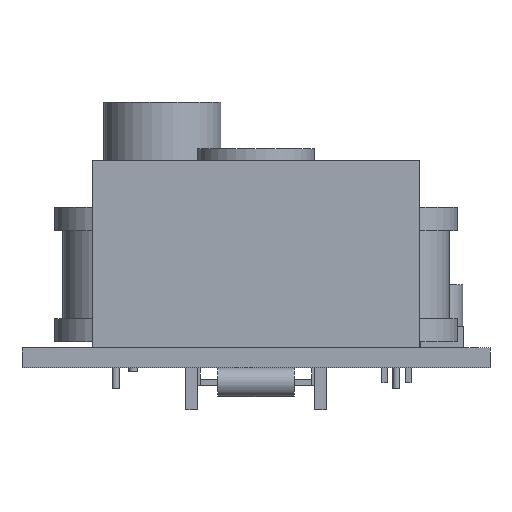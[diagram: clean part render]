
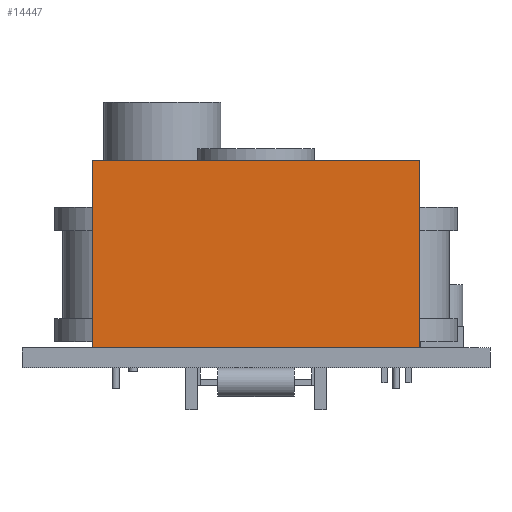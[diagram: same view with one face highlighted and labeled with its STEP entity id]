
A CAD part, left-side view. The second image highlights one B-rep face of the part: STEP entity #14447.
In plain terms, the highlighted planar face has unit normal (-1, 0, 0).
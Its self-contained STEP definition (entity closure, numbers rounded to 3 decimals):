
#14184 = EDGE_CURVE('',#14185,#14187,#14189,.T.);
#14185 = VERTEX_POINT('',#14186);
#14186 = CARTESIAN_POINT('',(-1.25,-14.,0.));
#14187 = VERTEX_POINT('',#14188);
#14188 = CARTESIAN_POINT('',(-1.25,-14.,16.));
#14189 = SURFACE_CURVE('',#14190,(#14194,#14206),.PCURVE_S1.);
#14190 = LINE('',#14191,#14192);
#14191 = CARTESIAN_POINT('',(-1.25,-14.,0.));
#14192 = VECTOR('',#14193,1.);
#14193 = DIRECTION('',(0.,0.,1.));
#14194 = PCURVE('',#14195,#14200);
#14195 = PLANE('',#14196);
#14196 = AXIS2_PLACEMENT_3D('',#14197,#14198,#14199);
#14197 = CARTESIAN_POINT('',(-1.25,-14.,0.));
#14198 = DIRECTION('',(0.,1.,0.));
#14199 = DIRECTION('',(1.,0.,0.));
#14200 = DEFINITIONAL_REPRESENTATION('',(#14201),#14205);
#14201 = LINE('',#14202,#14203);
#14202 = CARTESIAN_POINT('',(0.,0.));
#14203 = VECTOR('',#14204,1.);
#14204 = DIRECTION('',(0.,-1.));
#14205 = ( GEOMETRIC_REPRESENTATION_CONTEXT(2) 
PARAMETRIC_REPRESENTATION_CONTEXT() REPRESENTATION_CONTEXT('2D SPACE',''
  ) );
#14206 = PCURVE('',#14207,#14212);
#14207 = PLANE('',#14208);
#14208 = AXIS2_PLACEMENT_3D('',#14209,#14210,#14211);
#14209 = CARTESIAN_POINT('',(-1.25,14.,0.));
#14210 = DIRECTION('',(1.,0.,0.));
#14211 = DIRECTION('',(0.,-1.,0.));
#14212 = DEFINITIONAL_REPRESENTATION('',(#14213),#14217);
#14213 = LINE('',#14214,#14215);
#14214 = CARTESIAN_POINT('',(28.,0.));
#14215 = VECTOR('',#14216,1.);
#14216 = DIRECTION('',(0.,-1.));
#14217 = ( GEOMETRIC_REPRESENTATION_CONTEXT(2) 
PARAMETRIC_REPRESENTATION_CONTEXT() REPRESENTATION_CONTEXT('2D SPACE',''
  ) );
#14235 = PLANE('',#14236);
#14236 = AXIS2_PLACEMENT_3D('',#14237,#14238,#14239);
#14237 = CARTESIAN_POINT('',(-1.25,-14.,16.));
#14238 = DIRECTION('',(0.,0.,-1.));
#14239 = DIRECTION('',(-1.,0.,0.));
#14289 = PLANE('',#14290);
#14290 = AXIS2_PLACEMENT_3D('',#14291,#14292,#14293);
#14291 = CARTESIAN_POINT('',(-1.25,-14.,0.));
#14292 = DIRECTION('',(0.,0.,-1.));
#14293 = DIRECTION('',(-1.,0.,0.));
#14344 = PLANE('',#14345);
#14345 = AXIS2_PLACEMENT_3D('',#14346,#14347,#14348);
#14346 = CARTESIAN_POINT('',(1.25,14.,0.));
#14347 = DIRECTION('',(0.,-1.,0.));
#14348 = DIRECTION('',(-1.,0.,0.));
#14382 = VERTEX_POINT('',#14383);
#14383 = CARTESIAN_POINT('',(-1.25,14.,16.));
#14404 = EDGE_CURVE('',#14405,#14382,#14407,.T.);
#14405 = VERTEX_POINT('',#14406);
#14406 = CARTESIAN_POINT('',(-1.25,14.,0.));
#14407 = SURFACE_CURVE('',#14408,(#14412,#14419),.PCURVE_S1.);
#14408 = LINE('',#14409,#14410);
#14409 = CARTESIAN_POINT('',(-1.25,14.,0.));
#14410 = VECTOR('',#14411,1.);
#14411 = DIRECTION('',(0.,0.,1.));
#14412 = PCURVE('',#14344,#14413);
#14413 = DEFINITIONAL_REPRESENTATION('',(#14414),#14418);
#14414 = LINE('',#14415,#14416);
#14415 = CARTESIAN_POINT('',(2.5,0.));
#14416 = VECTOR('',#14417,1.);
#14417 = DIRECTION('',(0.,-1.));
#14418 = ( GEOMETRIC_REPRESENTATION_CONTEXT(2) 
PARAMETRIC_REPRESENTATION_CONTEXT() REPRESENTATION_CONTEXT('2D SPACE',''
  ) );
#14419 = PCURVE('',#14207,#14420);
#14420 = DEFINITIONAL_REPRESENTATION('',(#14421),#14425);
#14421 = LINE('',#14422,#14423);
#14422 = CARTESIAN_POINT('',(0.,0.));
#14423 = VECTOR('',#14424,1.);
#14424 = DIRECTION('',(0.,-1.));
#14425 = ( GEOMETRIC_REPRESENTATION_CONTEXT(2) 
PARAMETRIC_REPRESENTATION_CONTEXT() REPRESENTATION_CONTEXT('2D SPACE',''
  ) );
#14447 = ADVANCED_FACE('',(#14448),#14207,.F.);
#14448 = FACE_BOUND('',#14449,.F.);
#14449 = EDGE_LOOP('',(#14450,#14451,#14472,#14473));
#14450 = ORIENTED_EDGE('',*,*,#14404,.T.);
#14451 = ORIENTED_EDGE('',*,*,#14452,.T.);
#14452 = EDGE_CURVE('',#14382,#14187,#14453,.T.);
#14453 = SURFACE_CURVE('',#14454,(#14458,#14465),.PCURVE_S1.);
#14454 = LINE('',#14455,#14456);
#14455 = CARTESIAN_POINT('',(-1.25,14.,16.));
#14456 = VECTOR('',#14457,1.);
#14457 = DIRECTION('',(0.,-1.,0.));
#14458 = PCURVE('',#14207,#14459);
#14459 = DEFINITIONAL_REPRESENTATION('',(#14460),#14464);
#14460 = LINE('',#14461,#14462);
#14461 = CARTESIAN_POINT('',(0.,-16.));
#14462 = VECTOR('',#14463,1.);
#14463 = DIRECTION('',(1.,0.));
#14464 = ( GEOMETRIC_REPRESENTATION_CONTEXT(2) 
PARAMETRIC_REPRESENTATION_CONTEXT() REPRESENTATION_CONTEXT('2D SPACE',''
  ) );
#14465 = PCURVE('',#14235,#14466);
#14466 = DEFINITIONAL_REPRESENTATION('',(#14467),#14471);
#14467 = LINE('',#14468,#14469);
#14468 = CARTESIAN_POINT('',(0.,28.));
#14469 = VECTOR('',#14470,1.);
#14470 = DIRECTION('',(0.,-1.));
#14471 = ( GEOMETRIC_REPRESENTATION_CONTEXT(2) 
PARAMETRIC_REPRESENTATION_CONTEXT() REPRESENTATION_CONTEXT('2D SPACE',''
  ) );
#14472 = ORIENTED_EDGE('',*,*,#14184,.F.);
#14473 = ORIENTED_EDGE('',*,*,#14474,.F.);
#14474 = EDGE_CURVE('',#14405,#14185,#14475,.T.);
#14475 = SURFACE_CURVE('',#14476,(#14480,#14487),.PCURVE_S1.);
#14476 = LINE('',#14477,#14478);
#14477 = CARTESIAN_POINT('',(-1.25,14.,0.));
#14478 = VECTOR('',#14479,1.);
#14479 = DIRECTION('',(0.,-1.,0.));
#14480 = PCURVE('',#14207,#14481);
#14481 = DEFINITIONAL_REPRESENTATION('',(#14482),#14486);
#14482 = LINE('',#14483,#14484);
#14483 = CARTESIAN_POINT('',(0.,0.));
#14484 = VECTOR('',#14485,1.);
#14485 = DIRECTION('',(1.,0.));
#14486 = ( GEOMETRIC_REPRESENTATION_CONTEXT(2) 
PARAMETRIC_REPRESENTATION_CONTEXT() REPRESENTATION_CONTEXT('2D SPACE',''
  ) );
#14487 = PCURVE('',#14289,#14488);
#14488 = DEFINITIONAL_REPRESENTATION('',(#14489),#14493);
#14489 = LINE('',#14490,#14491);
#14490 = CARTESIAN_POINT('',(0.,28.));
#14491 = VECTOR('',#14492,1.);
#14492 = DIRECTION('',(0.,-1.));
#14493 = ( GEOMETRIC_REPRESENTATION_CONTEXT(2) 
PARAMETRIC_REPRESENTATION_CONTEXT() REPRESENTATION_CONTEXT('2D SPACE',''
  ) );
